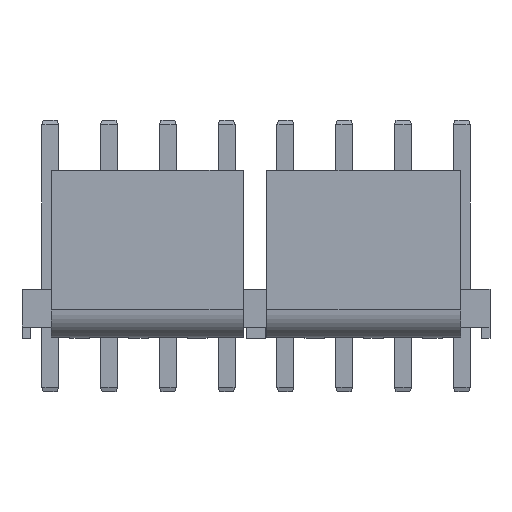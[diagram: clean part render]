
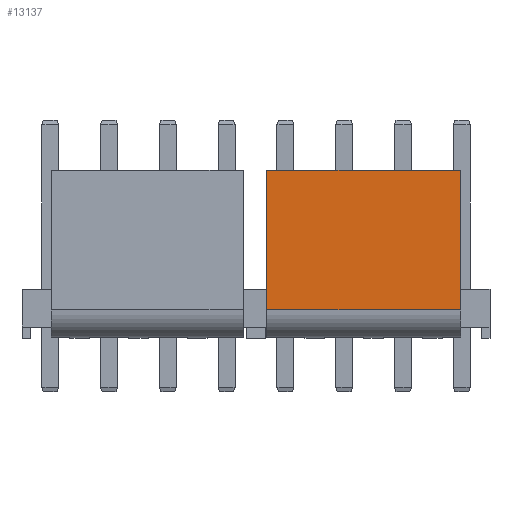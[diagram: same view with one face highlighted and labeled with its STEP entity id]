
A CAD part, front view. The second image highlights one B-rep face of the part: STEP entity #13137.
In plain terms, the highlighted planar face has unit normal (0, -1, 0).
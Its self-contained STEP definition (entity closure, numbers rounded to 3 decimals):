
#2206 = PLANE('',#2207);
#2207 = AXIS2_PLACEMENT_3D('',#2208,#2209,#2210);
#2208 = CARTESIAN_POINT('',(27.645,-4.9,13.935));
#2209 = DIRECTION('',(-1.,0.,0.));
#2210 = DIRECTION('',(-0.,0.,-1.));
#2596 = PLANE('',#2597);
#2597 = AXIS2_PLACEMENT_3D('',#2598,#2599,#2600);
#2598 = CARTESIAN_POINT('',(14.577,-4.9,-0.695));
#2599 = DIRECTION('',(1.,0.,0.));
#2600 = DIRECTION('',(0.,0.,1.));
#7644 = EDGE_CURVE('',#7645,#7647,#7649,.T.);
#7645 = VERTEX_POINT('',#7646);
#7646 = CARTESIAN_POINT('',(14.577,-4.9,1.91));
#7647 = VERTEX_POINT('',#7648);
#7648 = CARTESIAN_POINT('',(14.577,-4.9,11.33));
#7649 = SURFACE_CURVE('',#7650,(#7654,#7661),.PCURVE_S1.);
#7650 = LINE('',#7651,#7652);
#7651 = CARTESIAN_POINT('',(14.577,-4.9,-0.695));
#7652 = VECTOR('',#7653,1.);
#7653 = DIRECTION('',(0.,0.,1.));
#7654 = PCURVE('',#2596,#7655);
#7655 = DEFINITIONAL_REPRESENTATION('',(#7656),#7660);
#7656 = LINE('',#7657,#7658);
#7657 = CARTESIAN_POINT('',(0.,0.));
#7658 = VECTOR('',#7659,1.);
#7659 = DIRECTION('',(1.,0.));
#7660 = ( GEOMETRIC_REPRESENTATION_CONTEXT(2)
PARAMETRIC_REPRESENTATION_CONTEXT() REPRESENTATION_CONTEXT('2D SPACE',''
) );
#7661 = PCURVE('',#7662,#7667);
#7662 = PLANE('',#7663);
#7663 = AXIS2_PLACEMENT_3D('',#7664,#7665,#7666);
#7664 = CARTESIAN_POINT('',(29.625,-4.9,11.33));
#7665 = DIRECTION('',(0.,-1.,0.));
#7666 = DIRECTION('',(-0.,0.,-1.));
#7667 = DEFINITIONAL_REPRESENTATION('',(#7668),#7672);
#7668 = LINE('',#7669,#7670);
#7669 = CARTESIAN_POINT('',(12.025,-15.048));
#7670 = VECTOR('',#7671,1.);
#7671 = DIRECTION('',(-1.,0.));
#7672 = ( GEOMETRIC_REPRESENTATION_CONTEXT(2)
PARAMETRIC_REPRESENTATION_CONTEXT() REPRESENTATION_CONTEXT('2D SPACE',''
) );
#7691 = CYLINDRICAL_SURFACE('',#7692,1.948);
#7692 = AXIS2_PLACEMENT_3D('',#7693,#7694,#7695);
#7693 = CARTESIAN_POINT('',(29.625,-2.953,1.947));
#7694 = DIRECTION('',(1.,0.,0.));
#7695 = DIRECTION('',(0.,-1.,
-0.019));
#7923 = PLANE('',#7924);
#7924 = AXIS2_PLACEMENT_3D('',#7925,#7926,#7927);
#7925 = CARTESIAN_POINT('',(29.625,-4.13,11.33));
#7926 = DIRECTION('',(0.,0.,1.));
#7927 = DIRECTION('',(0.,-1.,0.));
#8477 = EDGE_CURVE('',#8478,#8480,#8482,.T.);
#8478 = VERTEX_POINT('',#8479);
#8479 = CARTESIAN_POINT('',(27.645,-4.9,11.33));
#8480 = VERTEX_POINT('',#8481);
#8481 = CARTESIAN_POINT('',(27.645,-4.9,1.91));
#8482 = SURFACE_CURVE('',#8483,(#8487,#8494),.PCURVE_S1.);
#8483 = LINE('',#8484,#8485);
#8484 = CARTESIAN_POINT('',(27.645,-4.9,13.935));
#8485 = VECTOR('',#8486,1.);
#8486 = DIRECTION('',(0.,-0.,-1.));
#8487 = PCURVE('',#2206,#8488);
#8488 = DEFINITIONAL_REPRESENTATION('',(#8489),#8493);
#8489 = LINE('',#8490,#8491);
#8490 = CARTESIAN_POINT('',(0.,0.));
#8491 = VECTOR('',#8492,1.);
#8492 = DIRECTION('',(1.,0.));
#8493 = ( GEOMETRIC_REPRESENTATION_CONTEXT(2)
PARAMETRIC_REPRESENTATION_CONTEXT() REPRESENTATION_CONTEXT('2D SPACE',''
) );
#8494 = PCURVE('',#7662,#8495);
#8495 = DEFINITIONAL_REPRESENTATION('',(#8496),#8500);
#8496 = LINE('',#8497,#8498);
#8497 = CARTESIAN_POINT('',(-2.605,-1.98));
#8498 = VECTOR('',#8499,1.);
#8499 = DIRECTION('',(1.,0.));
#8500 = ( GEOMETRIC_REPRESENTATION_CONTEXT(2)
PARAMETRIC_REPRESENTATION_CONTEXT() REPRESENTATION_CONTEXT('2D SPACE',''
) );
#13137 = ADVANCED_FACE('',(#13138),#7662,.T.);
#13138 = FACE_BOUND('',#13139,.T.);
#13139 = EDGE_LOOP('',(#13140,#13141,#13162,#13163));
#13140 = ORIENTED_EDGE('',*,*,#8477,.F.);
#13141 = ORIENTED_EDGE('',*,*,#13142,.T.);
#13142 = EDGE_CURVE('',#8478,#7647,#13143,.T.);
#13143 = SURFACE_CURVE('',#13144,(#13148,#13155),.PCURVE_S1.);
#13144 = LINE('',#13145,#13146);
#13145 = CARTESIAN_POINT('',(29.625,-4.9,11.33));
#13146 = VECTOR('',#13147,1.);
#13147 = DIRECTION('',(-1.,0.,0.));
#13148 = PCURVE('',#7662,#13149);
#13149 = DEFINITIONAL_REPRESENTATION('',(#13150),#13154);
#13150 = LINE('',#13151,#13152);
#13151 = CARTESIAN_POINT('',(0.,0.));
#13152 = VECTOR('',#13153,1.);
#13153 = DIRECTION('',(0.,-1.));
#13154 = ( GEOMETRIC_REPRESENTATION_CONTEXT(2)
PARAMETRIC_REPRESENTATION_CONTEXT() REPRESENTATION_CONTEXT('2D SPACE',''
) );
#13155 = PCURVE('',#7923,#13156);
#13156 = DEFINITIONAL_REPRESENTATION('',(#13157),#13161);
#13157 = LINE('',#13158,#13159);
#13158 = CARTESIAN_POINT('',(0.77,0.));
#13159 = VECTOR('',#13160,1.);
#13160 = DIRECTION('',(0.,-1.));
#13161 = ( GEOMETRIC_REPRESENTATION_CONTEXT(2)
PARAMETRIC_REPRESENTATION_CONTEXT() REPRESENTATION_CONTEXT('2D SPACE',''
) );
#13162 = ORIENTED_EDGE('',*,*,#7644,.F.);
#13163 = ORIENTED_EDGE('',*,*,#13164,.F.);
#13164 = EDGE_CURVE('',#8480,#7645,#13165,.T.);
#13165 = SURFACE_CURVE('',#13166,(#13170,#13177),.PCURVE_S1.);
#13166 = LINE('',#13167,#13168);
#13167 = CARTESIAN_POINT('',(29.625,-4.9,1.91));
#13168 = VECTOR('',#13169,1.);
#13169 = DIRECTION('',(-1.,0.,0.));
#13170 = PCURVE('',#7662,#13171);
#13171 = DEFINITIONAL_REPRESENTATION('',(#13172),#13176);
#13172 = LINE('',#13173,#13174);
#13173 = CARTESIAN_POINT('',(9.42,0.));
#13174 = VECTOR('',#13175,1.);
#13175 = DIRECTION('',(0.,-1.));
#13176 = ( GEOMETRIC_REPRESENTATION_CONTEXT(2)
PARAMETRIC_REPRESENTATION_CONTEXT() REPRESENTATION_CONTEXT('2D SPACE',''
) );
#13177 = PCURVE('',#7691,#13178);
#13178 = DEFINITIONAL_REPRESENTATION('',(#13179),#13183);
#13179 = LINE('',#13180,#13181);
#13180 = CARTESIAN_POINT('',(0.,0.));
#13181 = VECTOR('',#13182,1.);
#13182 = DIRECTION('',(0.,-1.));
#13183 = ( GEOMETRIC_REPRESENTATION_CONTEXT(2)
PARAMETRIC_REPRESENTATION_CONTEXT() REPRESENTATION_CONTEXT('2D SPACE',''
) );
